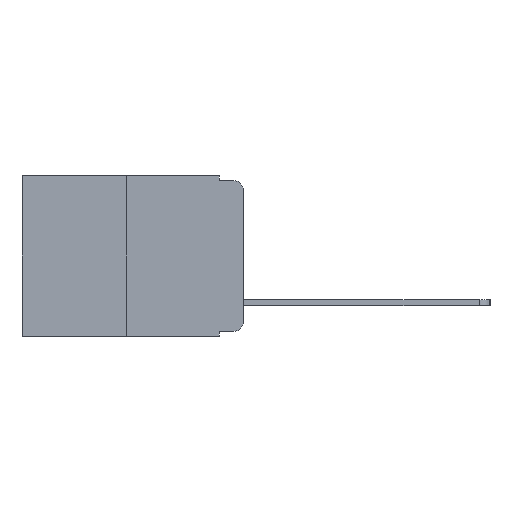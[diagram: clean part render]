
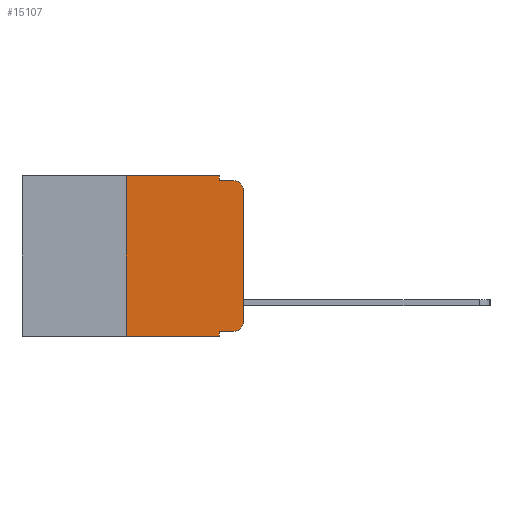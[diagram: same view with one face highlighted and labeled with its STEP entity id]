
A CAD part, left-side view. The second image highlights one B-rep face of the part: STEP entity #15107.
In plain terms, the highlighted planar face has unit normal (-1, 0, 0).
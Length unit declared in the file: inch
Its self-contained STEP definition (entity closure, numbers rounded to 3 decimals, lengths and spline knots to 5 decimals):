
#93 = EDGE_LOOP ( 'NONE', ( #6953, #4014, #430, #849, #9778, #5095, #13011, #11009, #10957, #11232 ) ) ;
#430 = ORIENTED_EDGE ( 'NONE', *, *, #823, .F. ) ;
#823 = EDGE_CURVE ( 'NONE', #14954, #16369, #6087, .T. ) ;
#849 = ORIENTED_EDGE ( 'NONE', *, *, #16259, .F. ) ;
#859 = CARTESIAN_POINT ( 'NONE',  ( 0., 0.25, 0. ) ) ;
#899 = CARTESIAN_POINT ( 'NONE',  ( 0., 0.02, -0.01 ) ) ;
#1163 = VECTOR ( 'NONE', #2575, 39.37008 ) ;
#1864 = EDGE_CURVE ( 'NONE', #4756, #16369, #4208, .T. ) ;
#1986 = CARTESIAN_POINT ( 'NONE',  ( 0., 0.02, -0.333 ) ) ;
#2325 = LINE ( 'NONE', #18152, #5748 ) ;
#2547 = DIRECTION ( 'NONE',  ( -1., 0., 0. ) ) ;
#2575 = DIRECTION ( 'NONE',  ( 0., -1., 0. ) ) ;
#2896 = EDGE_CURVE ( 'NONE', #13557, #4756, #2325, .T. ) ;
#3264 = VECTOR ( 'NONE', #12393, 39.37008 ) ;
#3603 = DIRECTION ( 'NONE',  ( 1., 0., 0. ) ) ;
#3654 = VECTOR ( 'NONE', #10806, 39.37008 ) ;
#3720 = LINE ( 'NONE', #859, #3264 ) ;
#4014 = ORIENTED_EDGE ( 'NONE', *, *, #1864, .T. ) ;
#4208 = CIRCLE ( 'NONE', #16422, 0.02 ) ;
#4522 = VERTEX_POINT ( 'NONE', #9784 ) ;
#4691 = CARTESIAN_POINT ( 'NONE',  ( 0., 0.051, -0.343 ) ) ;
#4756 = VERTEX_POINT ( 'NONE', #7711 ) ;
#5095 = ORIENTED_EDGE ( 'NONE', *, *, #13621, .F. ) ;
#5103 = EDGE_CURVE ( 'NONE', #9890, #10752, #5419, .T. ) ;
#5419 = LINE ( 'NONE', #6768, #15969 ) ;
#5640 = VERTEX_POINT ( 'NONE', #1986 ) ;
#5748 = VECTOR ( 'NONE', #5950, 39.37008 ) ;
#5811 = CARTESIAN_POINT ( 'NONE',  ( 0., 0.051, -0.01 ) ) ;
#5950 = DIRECTION ( 'NONE',  ( 0., 0., 1. ) ) ;
#6005 = LINE ( 'NONE', #14064, #9324 ) ;
#6087 = LINE ( 'NONE', #15243, #1163 ) ;
#6486 = CARTESIAN_POINT ( 'NONE',  ( 0., 0.473, 0. ) ) ;
#6768 = CARTESIAN_POINT ( 'NONE',  ( 0., 0.473, -0.343 ) ) ;
#6797 = DIRECTION ( 'NONE',  ( 0., -1., 0. ) ) ;
#6953 = ORIENTED_EDGE ( 'NONE', *, *, #2896, .T. ) ;
#7403 = DIRECTION ( 'NONE',  ( 0., 0., -1. ) ) ;
#7711 = CARTESIAN_POINT ( 'NONE',  ( 0., 0., -0.03 ) ) ;
#7836 = AXIS2_PLACEMENT_3D ( 'NONE', #6486, #3603, #13424 ) ;
#8594 = DIRECTION ( 'NONE',  ( 0., -1., 0. ) ) ;
#8823 = CARTESIAN_POINT ( 'NONE',  ( 0., 0.051, 0. ) ) ;
#8885 = CARTESIAN_POINT ( 'NONE',  ( 0., 0.051, 0. ) ) ;
#9301 = PLANE ( 'NONE',  #7836 ) ;
#9324 = VECTOR ( 'NONE', #8594, 39.37008 ) ;
#9603 = VECTOR ( 'NONE', #7403, 39.37008 ) ;
#9616 = CARTESIAN_POINT ( 'NONE',  ( 0., 0.051, -0.333 ) ) ;
#9679 = VERTEX_POINT ( 'NONE', #8885 ) ;
#9778 = ORIENTED_EDGE ( 'NONE', *, *, #10594, .F. ) ;
#9784 = CARTESIAN_POINT ( 'NONE',  ( 0., 0.051, -0.333 ) ) ;
#9890 = VERTEX_POINT ( 'NONE', #14742 ) ;
#9981 = EDGE_CURVE ( 'NONE', #5640, #13557, #17906, .T. ) ;
#10594 = EDGE_CURVE ( 'NONE', #17278, #9679, #6005, .T. ) ;
#10752 = VERTEX_POINT ( 'NONE', #4691 ) ;
#10806 = DIRECTION ( 'NONE',  ( 0., 0., -1. ) ) ;
#10925 = EDGE_CURVE ( 'NONE', #4522, #5640, #17254, .T. ) ;
#10957 = ORIENTED_EDGE ( 'NONE', *, *, #10925, .T. ) ;
#11009 = ORIENTED_EDGE ( 'NONE', *, *, #11856, .F. ) ;
#11112 = CARTESIAN_POINT ( 'NONE',  ( 0., 0.02, -0.313 ) ) ;
#11232 = ORIENTED_EDGE ( 'NONE', *, *, #9981, .T. ) ;
#11856 = EDGE_CURVE ( 'NONE', #4522, #10752, #13239, .T. ) ;
#12208 = DIRECTION ( 'NONE',  ( -1., 0., 0. ) ) ;
#12244 = CARTESIAN_POINT ( 'NONE',  ( 0., 0.02, -0.03 ) ) ;
#12280 = CARTESIAN_POINT ( 'NONE',  ( 0., 0., -0.313 ) ) ;
#12393 = DIRECTION ( 'NONE',  ( 0., 0., 1. ) ) ;
#12491 = DIRECTION ( 'NONE',  ( 0., 0., -1. ) ) ;
#12588 = CARTESIAN_POINT ( 'NONE',  ( 0., 0.25, 0. ) ) ;
#13011 = ORIENTED_EDGE ( 'NONE', *, *, #5103, .T. ) ;
#13239 = LINE ( 'NONE', #8823, #9603 ) ;
#13424 = DIRECTION ( 'NONE',  ( 0., 0., -1. ) ) ;
#13530 = CARTESIAN_POINT ( 'NONE',  ( 0., 0.051, 0. ) ) ;
#13557 = VERTEX_POINT ( 'NONE', #12280 ) ;
#13621 = EDGE_CURVE ( 'NONE', #9890, #17278, #3720, .T. ) ;
#13793 = DIRECTION ( 'NONE',  ( 0., -1., 0. ) ) ;
#14064 = CARTESIAN_POINT ( 'NONE',  ( 0., 0.473, 0. ) ) ;
#14170 = FACE_OUTER_BOUND ( 'NONE', #93, .T. ) ;
#14742 = CARTESIAN_POINT ( 'NONE',  ( 0., 0.25, -0.343 ) ) ;
#14764 = LINE ( 'NONE', #13530, #3654 ) ;
#14954 = VERTEX_POINT ( 'NONE', #5811 ) ;
#15107 = ADVANCED_FACE ( 'NONE', ( #14170 ), #9301, .F. ) ;
#15243 = CARTESIAN_POINT ( 'NONE',  ( 0., 0.051, -0.01 ) ) ;
#15590 = AXIS2_PLACEMENT_3D ( 'NONE', #11112, #2547, #12491 ) ;
#15969 = VECTOR ( 'NONE', #13793, 39.37008 ) ;
#16259 = EDGE_CURVE ( 'NONE', #9679, #14954, #14764, .T. ) ;
#16369 = VERTEX_POINT ( 'NONE', #899 ) ;
#16422 = AXIS2_PLACEMENT_3D ( 'NONE', #12244, #12208, #17760 ) ;
#16839 = VECTOR ( 'NONE', #6797, 39.37008 ) ;
#17254 = LINE ( 'NONE', #9616, #16839 ) ;
#17278 = VERTEX_POINT ( 'NONE', #12588 ) ;
#17760 = DIRECTION ( 'NONE',  ( 0., 0., -1. ) ) ;
#17906 = CIRCLE ( 'NONE', #15590, 0.02 ) ;
#18152 = CARTESIAN_POINT ( 'NONE',  ( 0., 0., 0. ) ) ;
